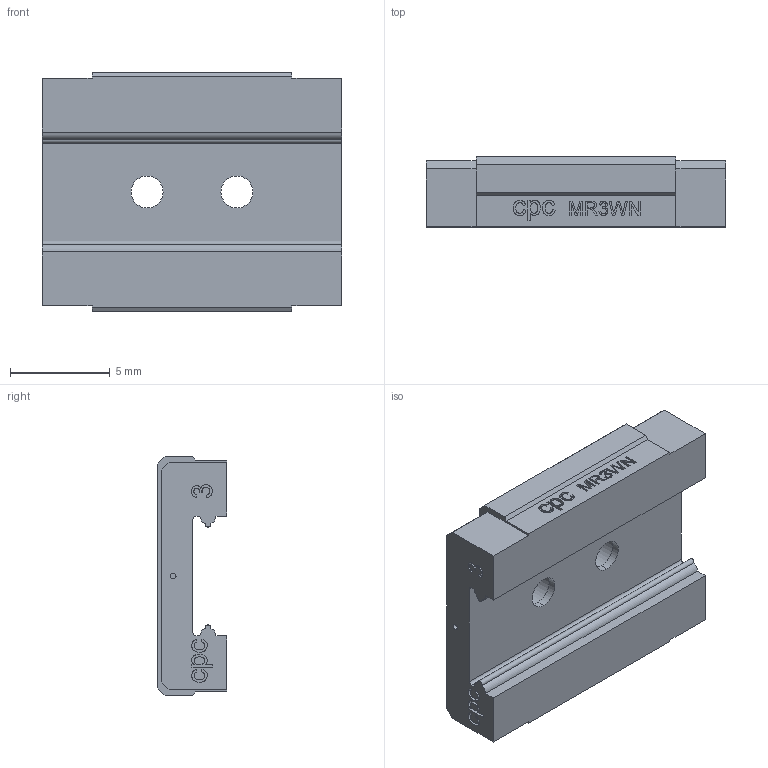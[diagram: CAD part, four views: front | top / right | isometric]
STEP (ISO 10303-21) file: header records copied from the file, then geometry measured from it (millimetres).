
FILE_DESCRIPTION (( 'STEP AP203' ), '1' );
FILE_NAME ('3WN-SS-block.STEP', '2009-08-20T08:43:51', ( 'cpc' ), ( '' ), 'SwSTEP 2.0', 'SolidWorks 2007', '' );
FILE_SCHEMA (( 'CONFIG_CONTROL_DESIGN' ));
Length unit declared in the file: millimetre
Products named in the file (1): 3WN-SS-block
Bounding box: 15 x 3.5 x 12 mm (x, y, z)
Volume: 442.8 mm3; surface area: 615.6 mm2
Topology: 1 solids, 1 shells, 415 faces, 1133 edges, 754 vertices
Faces by surface type: plane 206, bspline 184, cylinder 21, cone 4
Entity records: 23094 total; most frequent: CARTESIAN_POINT 13719, ORIENTED_EDGE 2266, DIRECTION 1275, EDGE_CURVE 1133, VERTEX_POINT 754, VECTOR 719, LINE 719, EDGE_LOOP 453
